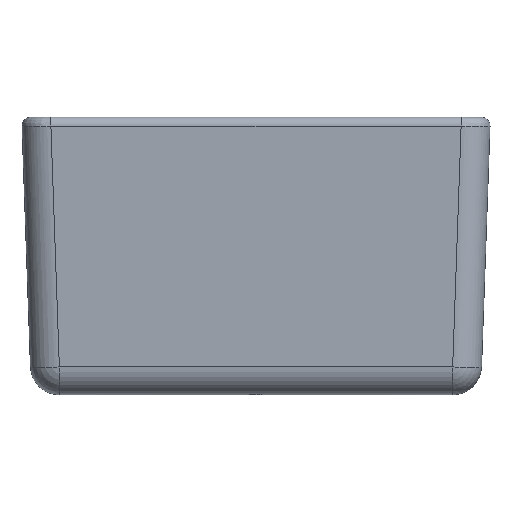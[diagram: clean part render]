
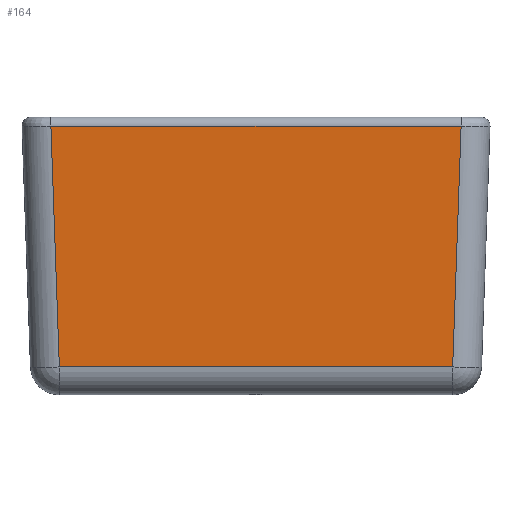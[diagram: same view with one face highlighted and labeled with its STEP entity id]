
A CAD part, front view. The second image highlights one B-rep face of the part: STEP entity #164.
In plain terms, the highlighted planar face has unit normal (0, -0.999, -0.035).
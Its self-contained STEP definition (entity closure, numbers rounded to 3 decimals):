
#164=ADVANCED_FACE('',(#344),#345,.T.);
#344=FACE_OUTER_BOUND('',#3653,.T.);
#345=PLANE('',#3654);
#3653=EDGE_LOOP('',(#6716,#6717,#6718,#6719));
#3654=AXIS2_PLACEMENT_3D('',#6720,#6721,#6722);
#6716=ORIENTED_EDGE('',*,*,#7021,.T.);
#6717=ORIENTED_EDGE('',*,*,#6930,.F.);
#6718=ORIENTED_EDGE('',*,*,#7013,.F.);
#6719=ORIENTED_EDGE('',*,*,#7019,.T.);
#6720=CARTESIAN_POINT('',(-4.05,-1.3,0.));
#6721=DIRECTION('',(0.,-0.999,-0.035));
#6722=DIRECTION('',(-1.0,0.,0.0));
#6930=EDGE_CURVE('',#7146,#7152,#7153,.F.);
#7013=EDGE_CURVE('',#7272,#7146,#7273,.F.);
#7019=EDGE_CURVE('',#7272,#7278,#7280,.F.);
#7021=EDGE_CURVE('',#7278,#7152,#7282,.F.);
#7146=VERTEX_POINT('',#7501);
#7152=VERTEX_POINT('',#7510);
#7153=LINE('',#7511,#7512);
#7272=VERTEX_POINT('',#7840);
#7273=LINE('',#7841,#7842);
#7278=VERTEX_POINT('',#7859);
#7280=LINE('',#7867,#7868);
#7282=LINE('',#7870,#7871);
#7501=CARTESIAN_POINT('',(3.4,-1.149,-4.317));
#7510=CARTESIAN_POINT('',(-3.4,-1.149,-4.317));
#7511=CARTESIAN_POINT('',(7.78,-1.149,-4.317));
#7512=VECTOR('',#8054,1.0);
#7840=CARTESIAN_POINT('',(3.545,-1.295,-0.155));
#7841=CARTESIAN_POINT('',(3.551,-1.301,0.015));
#7842=VECTOR('',#8108,1.0);
#7859=CARTESIAN_POINT('',(-3.545,-1.295,-0.155));
#7867=CARTESIAN_POINT('',(3.566,-1.295,-0.155));
#7868=VECTOR('',#8109,1.0);
#7870=CARTESIAN_POINT('',(-3.551,-1.301,0.015));
#7871=VECTOR('',#8110,1.0);
#8054=DIRECTION('',(1.0,0.,0.0));
#8108=DIRECTION('',(0.035,-0.035,0.999));
#8109=DIRECTION('',(1.0,0.,0.0));
#8110=DIRECTION('',(-0.035,-0.035,0.999));
